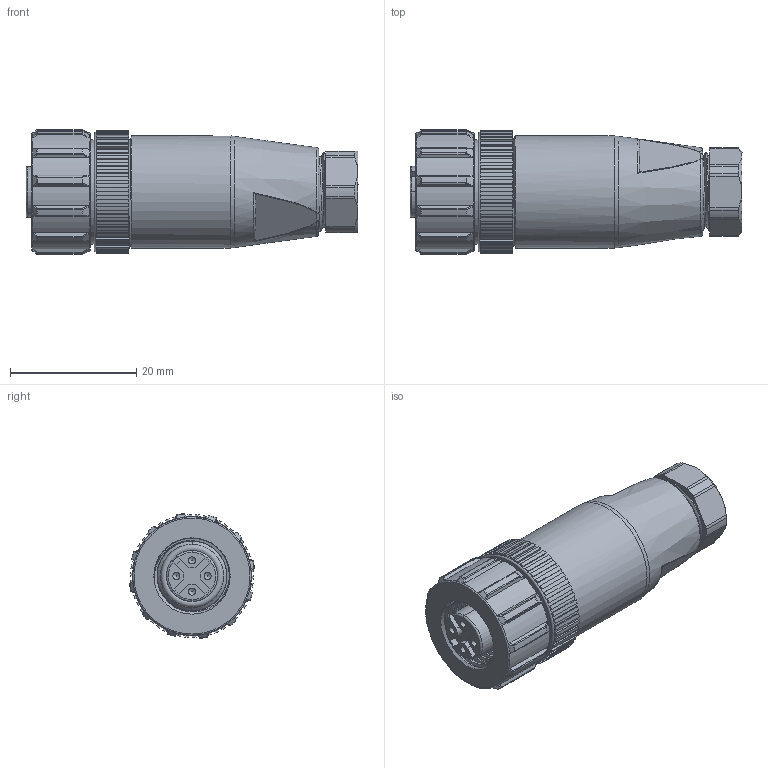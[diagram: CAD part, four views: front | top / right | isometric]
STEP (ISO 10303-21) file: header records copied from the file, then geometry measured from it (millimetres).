
FILE_DESCRIPTION(/* description */ (''),/* implementation_level */ '2;1');
FILE_NAME(/* name */ 'EK4112-0-7.stp',/* time_stamp */ '2023-03-23T15:59:06+08:00',/* author */ (''),/* organization */ (''),/* preprocessor_version */ 'ST-DEVELOPER v16',/* originating_system */ 'SIEMENS PLM Software NX 10.0',/* authorisation */ '');
FILE_SCHEMA (('AP203_CONFIGURATION_CONTROLLED_3D_DESIGN_OF_MECHANICAL_PARTS_AND_ASSEMBLIES_MIM_LF { 1 0 10303 403 2 1 2}'));
Length unit declared in the file: millimetre
Products named in the file (1): dell3CF8548Dykuw
Bounding box: 52.64 x 19.8 x 19.8 mm (x, y, z)
Surface area: 4746.3 mm2 (no closed solid volume)
Topology: 0 solids, 1 shells, 637 faces, 1654 edges, 985 vertices
Faces by surface type: plane 247, cylinder 209, bspline 59, sphere 53, torus 36, cone 33
Full cylindrical faces by diameter (mm): 1.1 x4, 1.58 x4, 7 x1, 11.1 x6, 16.5 x1, 17.8 x1
Entity records: 24711 total; most frequent: CARTESIAN_POINT 10234, ORIENTED_EDGE 3072, DIRECTION 2995, EDGE_CURVE 1536, AXIS2_PLACEMENT_3D 1186, VERTEX_POINT 949, EDGE_LOOP 671, ADVANCED_FACE 630
